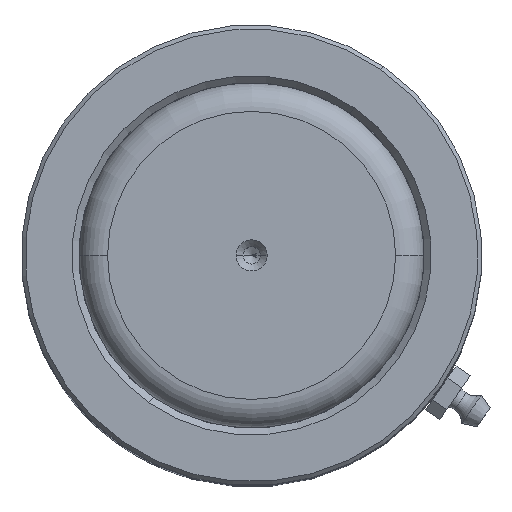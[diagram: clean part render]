
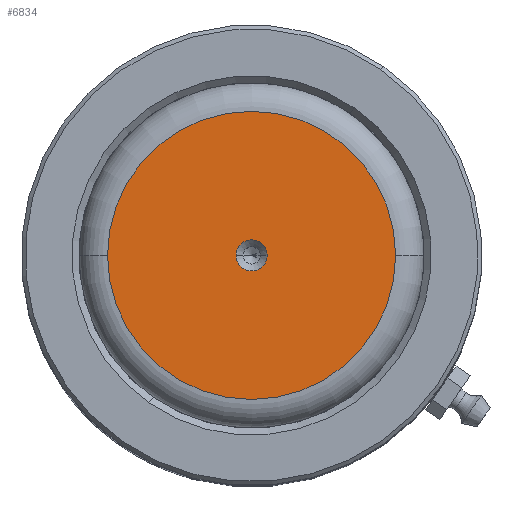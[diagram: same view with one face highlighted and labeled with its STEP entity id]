
A CAD part, top view. The second image highlights one B-rep face of the part: STEP entity #6834.
In plain terms, the highlighted planar face has unit normal (0, 0, 1).
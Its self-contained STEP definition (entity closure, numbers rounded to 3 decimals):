
#70 = ORIENTED_EDGE ( 'NONE', *, *, #8354, .F. ) ;
#542 = DIRECTION ( 'NONE',  ( 1., 0., 0. ) ) ;
#679 = FACE_BOUND ( 'NONE', #1444, .T. ) ;
#729 = CARTESIAN_POINT ( 'NONE',  ( -25.017, 0., 222. ) ) ;
#1022 = AXIS2_PLACEMENT_3D ( 'NONE', #1613, #7406, #7371 ) ;
#1041 = CARTESIAN_POINT ( 'NONE',  ( 0., 0., 222. ) ) ;
#1444 = EDGE_LOOP ( 'NONE', ( #3998, #70 ) ) ;
#1466 = CIRCLE ( 'NONE', #9396, 25.017 ) ;
#1575 = PLANE ( 'NONE',  #1022 ) ;
#1613 = CARTESIAN_POINT ( 'NONE',  ( 0., 0., 222. ) ) ;
#1691 = DIRECTION ( 'NONE',  ( 1., 0., 0. ) ) ;
#1784 = VERTEX_POINT ( 'NONE', #3141 ) ;
#1969 = VERTEX_POINT ( 'NONE', #729 ) ;
#2266 = CARTESIAN_POINT ( 'NONE',  ( 2.7, 0., 222. ) ) ;
#2397 = DIRECTION ( 'NONE',  ( 0., 0., 1. ) ) ;
#2476 = DIRECTION ( 'NONE',  ( 1., 0., 0. ) ) ;
#2549 = DIRECTION ( 'NONE',  ( 1., 0., 0. ) ) ;
#3141 = CARTESIAN_POINT ( 'NONE',  ( -2.7, 0., 222. ) ) ;
#3146 = DIRECTION ( 'NONE',  ( 0., 0., 1. ) ) ;
#3195 = VERTEX_POINT ( 'NONE', #2266 ) ;
#3216 = EDGE_LOOP ( 'NONE', ( #3988, #8430 ) ) ;
#3234 = AXIS2_PLACEMENT_3D ( 'NONE', #8950, #2397, #1691 ) ;
#3532 = EDGE_CURVE ( 'NONE', #7177, #1969, #4481, .T. ) ;
#3918 = DIRECTION ( 'NONE',  ( 0., 0., 1. ) ) ;
#3988 = ORIENTED_EDGE ( 'NONE', *, *, #3532, .T. ) ;
#3998 = ORIENTED_EDGE ( 'NONE', *, *, #4072, .F. ) ;
#4072 = EDGE_CURVE ( 'NONE', #3195, #1784, #6754, .T. ) ;
#4077 = DIRECTION ( 'NONE',  ( 0., 0., 1. ) ) ;
#4224 = AXIS2_PLACEMENT_3D ( 'NONE', #9159, #4077, #542 ) ;
#4481 = CIRCLE ( 'NONE', #4224, 25.017 ) ;
#5728 = EDGE_CURVE ( 'NONE', #1969, #7177, #1466, .T. ) ;
#6346 = CIRCLE ( 'NONE', #3234, 2.7 ) ;
#6754 = CIRCLE ( 'NONE', #6969, 2.7 ) ;
#6834 = ADVANCED_FACE ( 'NONE', ( #679, #8781 ), #1575, .T. ) ;
#6861 = CARTESIAN_POINT ( 'NONE',  ( 0., 0., 222. ) ) ;
#6969 = AXIS2_PLACEMENT_3D ( 'NONE', #1041, #3918, #2549 ) ;
#7177 = VERTEX_POINT ( 'NONE', #8660 ) ;
#7371 = DIRECTION ( 'NONE',  ( 1., 0., 0. ) ) ;
#7406 = DIRECTION ( 'NONE',  ( 0., 0., 1. ) ) ;
#8354 = EDGE_CURVE ( 'NONE', #1784, #3195, #6346, .T. ) ;
#8430 = ORIENTED_EDGE ( 'NONE', *, *, #5728, .T. ) ;
#8660 = CARTESIAN_POINT ( 'NONE',  ( 25.017, 0., 222. ) ) ;
#8781 = FACE_OUTER_BOUND ( 'NONE', #3216, .T. ) ;
#8950 = CARTESIAN_POINT ( 'NONE',  ( 0., 0., 222. ) ) ;
#9159 = CARTESIAN_POINT ( 'NONE',  ( 0., 0., 222. ) ) ;
#9396 = AXIS2_PLACEMENT_3D ( 'NONE', #6861, #3146, #2476 ) ;
